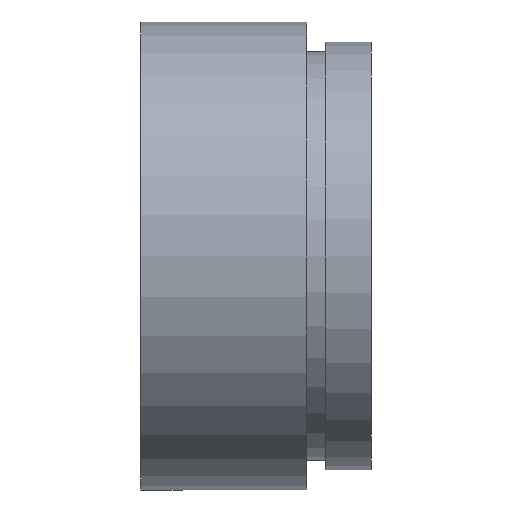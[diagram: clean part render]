
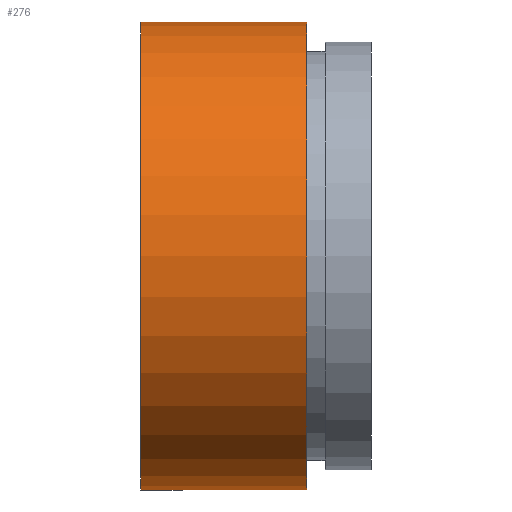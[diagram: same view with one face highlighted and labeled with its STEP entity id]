
A CAD part, left-side view. The second image highlights one B-rep face of the part: STEP entity #276.
In plain terms, the highlighted cylindrical face has radius 12.7 mm (diameter 25.4 mm), a partial arc.
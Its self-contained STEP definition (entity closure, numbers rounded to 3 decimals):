
#30 = CARTESIAN_POINT ( 'NONE',  ( 0., 0., 0. ) ) ;
#33 = EDGE_CURVE ( 'NONE', #406, #328, #682, .T. ) ;
#34 = DIRECTION ( 'NONE',  ( 0., 0., -1. ) ) ;
#90 = CARTESIAN_POINT ( 'NONE',  ( 0., 3.5, -12.7 ) ) ;
#102 = AXIS2_PLACEMENT_3D ( 'NONE', #315, #307, #523 ) ;
#108 = CARTESIAN_POINT ( 'NONE',  ( 0., 3.5, 12.7 ) ) ;
#117 = FACE_OUTER_BOUND ( 'NONE', #481, .T. ) ;
#144 = ORIENTED_EDGE ( 'NONE', *, *, #33, .F. ) ;
#148 = EDGE_CURVE ( 'NONE', #536, #406, #528, .T. ) ;
#151 = CARTESIAN_POINT ( 'NONE',  ( 0., 0., -12.7 ) ) ;
#162 = EDGE_CURVE ( 'NONE', #536, #448, #343, .T. ) ;
#175 = ORIENTED_EDGE ( 'NONE', *, *, #148, .F. ) ;
#177 = DIRECTION ( 'NONE',  ( 0., 0., -1. ) ) ;
#276 = ADVANCED_FACE ( 'NONE', ( #117 ), #517, .T. ) ;
#307 = DIRECTION ( 'NONE',  ( 0., -1., 0. ) ) ;
#310 = CARTESIAN_POINT ( 'NONE',  ( 0., 0., 12.7 ) ) ;
#315 = CARTESIAN_POINT ( 'NONE',  ( 0., 12.5, 0. ) ) ;
#328 = VERTEX_POINT ( 'NONE', #90 ) ;
#343 = CIRCLE ( 'NONE', #102, 12.7 ) ;
#352 = DIRECTION ( 'NONE',  ( 0., -1., 0. ) ) ;
#362 = DIRECTION ( 'NONE',  ( 0., -1., 0. ) ) ;
#406 = VERTEX_POINT ( 'NONE', #108 ) ;
#432 = DIRECTION ( 'NONE',  ( 0., -1., 0. ) ) ;
#440 = AXIS2_PLACEMENT_3D ( 'NONE', #507, #352, #177 ) ;
#448 = VERTEX_POINT ( 'NONE', #509 ) ;
#453 = VECTOR ( 'NONE', #362, 1000. ) ;
#478 = LINE ( 'NONE', #151, #688 ) ;
#481 = EDGE_LOOP ( 'NONE', ( #175, #510, #591, #144 ) ) ;
#507 = CARTESIAN_POINT ( 'NONE',  ( 0., 3.5, 0. ) ) ;
#509 = CARTESIAN_POINT ( 'NONE',  ( 0., 12.5, -12.7 ) ) ;
#510 = ORIENTED_EDGE ( 'NONE', *, *, #162, .T. ) ;
#517 = CYLINDRICAL_SURFACE ( 'NONE', #698, 12.7 ) ;
#523 = DIRECTION ( 'NONE',  ( 0., 0., -1. ) ) ;
#528 = LINE ( 'NONE', #310, #453 ) ;
#536 = VERTEX_POINT ( 'NONE', #569 ) ;
#569 = CARTESIAN_POINT ( 'NONE',  ( 0., 12.5, 12.7 ) ) ;
#590 = DIRECTION ( 'NONE',  ( 0., -1., 0. ) ) ;
#591 = ORIENTED_EDGE ( 'NONE', *, *, #680, .T. ) ;
#680 = EDGE_CURVE ( 'NONE', #448, #328, #478, .T. ) ;
#682 = CIRCLE ( 'NONE', #440, 12.7 ) ;
#688 = VECTOR ( 'NONE', #432, 1000. ) ;
#698 = AXIS2_PLACEMENT_3D ( 'NONE', #30, #590, #34 ) ;
